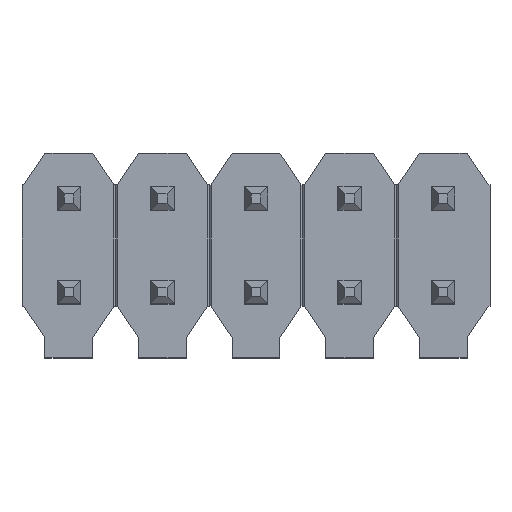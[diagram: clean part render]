
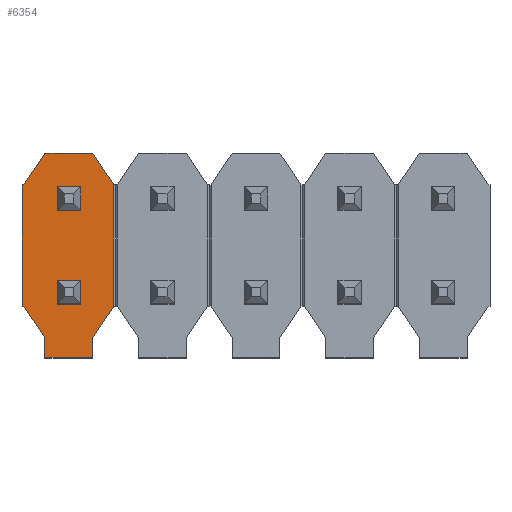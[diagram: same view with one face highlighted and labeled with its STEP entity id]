
A CAD part, top view. The second image highlights one B-rep face of the part: STEP entity #6354.
In plain terms, the highlighted planar face has unit normal (0, 0, 1).
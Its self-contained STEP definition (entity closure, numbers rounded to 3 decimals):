
#71=FACE_BOUND('',#914,.T.);
#72=FACE_BOUND('',#915,.T.);
#544=FACE_OUTER_BOUND('',#913,.T.);
#913=EDGE_LOOP('',(#5543,#5544,#5545,#5546,#5547,#5548,#5549,#5550,#5551,
#5552,#5553,#5554));
#914=EDGE_LOOP('',(#5555,#5556,#5557,#5558));
#915=EDGE_LOOP('',(#5559,#5560,#5561,#5562));
#961=LINE('',#8623,#1738);
#973=LINE('',#8656,#1750);
#979=LINE('',#8668,#1756);
#982=LINE('',#8673,#1759);
#1009=LINE('',#8737,#1786);
#1021=LINE('',#8770,#1798);
#1027=LINE('',#8782,#1804);
#1030=LINE('',#8787,#1807);
#1479=LINE('',#9841,#2256);
#1487=LINE('',#9856,#2264);
#1489=LINE('',#9861,#2266);
#1690=LINE('',#10307,#2467);
#1695=LINE('',#10320,#2472);
#1698=LINE('',#10324,#2475);
#1699=LINE('',#10326,#2476);
#1700=LINE('',#10328,#2477);
#1701=LINE('',#10330,#2478);
#1702=LINE('',#10332,#2479);
#1703=LINE('',#10334,#2480);
#1704=LINE('',#10335,#2481);
#1738=VECTOR('',#6898,1.);
#1750=VECTOR('',#6922,1.);
#1756=VECTOR('',#6932,1.);
#1759=VECTOR('',#6937,1.);
#1786=VECTOR('',#7006,1.);
#1798=VECTOR('',#7030,1.);
#1804=VECTOR('',#7040,1.);
#1807=VECTOR('',#7045,1.);
#2256=VECTOR('',#8036,1.);
#2264=VECTOR('',#8048,1.);
#2266=VECTOR('',#8052,1.);
#2467=VECTOR('',#8447,1.);
#2472=VECTOR('',#8456,1.);
#2475=VECTOR('',#8461,1.);
#2476=VECTOR('',#8462,1.);
#2477=VECTOR('',#8463,1.);
#2478=VECTOR('',#8464,1.);
#2479=VECTOR('',#8465,1.);
#2480=VECTOR('',#8466,1.);
#2481=VECTOR('',#8467,1.);
#2515=VERTEX_POINT('',#8621);
#2516=VERTEX_POINT('',#8622);
#2531=VERTEX_POINT('',#8655);
#2535=VERTEX_POINT('',#8667);
#2551=VERTEX_POINT('',#8735);
#2552=VERTEX_POINT('',#8736);
#2567=VERTEX_POINT('',#8769);
#2571=VERTEX_POINT('',#8781);
#2897=VERTEX_POINT('',#9816);
#2906=VERTEX_POINT('',#9840);
#2911=VERTEX_POINT('',#9853);
#2913=VERTEX_POINT('',#9860);
#3061=VERTEX_POINT('',#10305);
#3066=VERTEX_POINT('',#10318);
#3067=VERTEX_POINT('',#10319);
#3068=VERTEX_POINT('',#10325);
#3069=VERTEX_POINT('',#10327);
#3070=VERTEX_POINT('',#10329);
#3071=VERTEX_POINT('',#10331);
#3072=VERTEX_POINT('',#10333);
#3081=EDGE_CURVE('',#2515,#2516,#961,.T.);
#3097=EDGE_CURVE('',#2531,#2515,#973,.T.);
#3103=EDGE_CURVE('',#2516,#2535,#979,.T.);
#3106=EDGE_CURVE('',#2535,#2531,#982,.T.);
#3137=EDGE_CURVE('',#2551,#2552,#1009,.T.);
#3153=EDGE_CURVE('',#2567,#2551,#1021,.T.);
#3159=EDGE_CURVE('',#2552,#2571,#1027,.T.);
#3162=EDGE_CURVE('',#2571,#2567,#1030,.T.);
#3679=EDGE_CURVE('',#2897,#2906,#1479,.T.);
#3687=EDGE_CURVE('',#2911,#2906,#1487,.T.);
#3689=EDGE_CURVE('',#2913,#2911,#1489,.T.);
#3914=EDGE_CURVE('',#3061,#2897,#1690,.T.);
#3919=EDGE_CURVE('',#3066,#3067,#1695,.T.);
#3922=EDGE_CURVE('',#3066,#3061,#1698,.T.);
#3923=EDGE_CURVE('',#3068,#3067,#1699,.T.);
#3924=EDGE_CURVE('',#3069,#3068,#1700,.T.);
#3925=EDGE_CURVE('',#3069,#3070,#1701,.T.);
#3926=EDGE_CURVE('',#3071,#3070,#1702,.T.);
#3927=EDGE_CURVE('',#3072,#3071,#1703,.T.);
#3928=EDGE_CURVE('',#2913,#3072,#1704,.T.);
#5543=ORIENTED_EDGE('',*,*,#3922,.F.);
#5544=ORIENTED_EDGE('',*,*,#3919,.T.);
#5545=ORIENTED_EDGE('',*,*,#3923,.F.);
#5546=ORIENTED_EDGE('',*,*,#3924,.F.);
#5547=ORIENTED_EDGE('',*,*,#3925,.T.);
#5548=ORIENTED_EDGE('',*,*,#3926,.F.);
#5549=ORIENTED_EDGE('',*,*,#3927,.F.);
#5550=ORIENTED_EDGE('',*,*,#3928,.F.);
#5551=ORIENTED_EDGE('',*,*,#3689,.T.);
#5552=ORIENTED_EDGE('',*,*,#3687,.T.);
#5553=ORIENTED_EDGE('',*,*,#3679,.F.);
#5554=ORIENTED_EDGE('',*,*,#3914,.F.);
#5555=ORIENTED_EDGE('',*,*,#3097,.F.);
#5556=ORIENTED_EDGE('',*,*,#3106,.F.);
#5557=ORIENTED_EDGE('',*,*,#3103,.F.);
#5558=ORIENTED_EDGE('',*,*,#3081,.F.);
#5559=ORIENTED_EDGE('',*,*,#3153,.F.);
#5560=ORIENTED_EDGE('',*,*,#3162,.F.);
#5561=ORIENTED_EDGE('',*,*,#3159,.F.);
#5562=ORIENTED_EDGE('',*,*,#3137,.F.);
#6019=PLANE('',#6834);
#6354=ADVANCED_FACE('',(#544,#71,#72),#6019,.T.);
#6834=AXIS2_PLACEMENT_3D('',#10323,#8459,#8460);
#6898=DIRECTION('',(0.,-1.,0.));
#6922=DIRECTION('',(-1.,0.,0.));
#6932=DIRECTION('',(1.,0.,0.));
#6937=DIRECTION('',(0.,1.,0.));
#7006=DIRECTION('',(0.,-1.,0.));
#7030=DIRECTION('',(-1.,0.,0.));
#7040=DIRECTION('',(1.,0.,0.));
#7045=DIRECTION('',(0.,1.,0.));
#8036=DIRECTION('',(-0.557,-0.831,0.));
#8048=DIRECTION('',(0.,1.,0.));
#8052=DIRECTION('',(1.,0.,0.));
#8447=DIRECTION('',(0.,-1.,0.));
#8456=DIRECTION('',(-1.,0.,0.));
#8459=DIRECTION('center_axis',(0.,0.,1.));
#8460=DIRECTION('ref_axis',(-1.,0.,0.));
#8461=DIRECTION('',(0.557,-0.831,0.));
#8462=DIRECTION('',(0.557,0.831,0.));
#8463=DIRECTION('',(1.,0.,0.));
#8464=DIRECTION('',(0.,-1.,0.));
#8465=DIRECTION('',(-1.,0.,0.));
#8466=DIRECTION('',(-0.557,0.831,0.));
#8467=DIRECTION('',(0.,1.,0.));
#8621=CARTESIAN_POINT('',(-19.077,3.396,3.66));
#8622=CARTESIAN_POINT('',(-19.077,2.761,3.66));
#8623=CARTESIAN_POINT('',(-19.077,3.396,3.66));
#8655=CARTESIAN_POINT('',(-18.442,3.396,3.66));
#8656=CARTESIAN_POINT('',(-18.442,3.396,3.66));
#8667=CARTESIAN_POINT('',(-18.442,2.761,3.66));
#8668=CARTESIAN_POINT('',(-19.077,2.761,3.66));
#8673=CARTESIAN_POINT('',(-18.442,2.761,3.66));
#8735=CARTESIAN_POINT('',(-19.077,0.856,3.66));
#8736=CARTESIAN_POINT('',(-19.077,0.221,3.66));
#8737=CARTESIAN_POINT('',(-19.077,0.856,3.66));
#8769=CARTESIAN_POINT('',(-18.442,0.856,3.66));
#8770=CARTESIAN_POINT('',(-18.442,0.856,3.66));
#8781=CARTESIAN_POINT('',(-18.442,0.221,3.66));
#8782=CARTESIAN_POINT('',(-19.077,0.221,3.66));
#8787=CARTESIAN_POINT('',(-18.442,0.221,3.66));
#9816=CARTESIAN_POINT('',(-17.539,0.158,3.66));
#9840=CARTESIAN_POINT('',(-18.109,-0.692,3.66));
#9841=CARTESIAN_POINT('',(-17.539,0.158,3.66));
#9853=CARTESIAN_POINT('',(-18.109,-1.242,3.66));
#9856=CARTESIAN_POINT('',(-18.109,-1.242,3.66));
#9860=CARTESIAN_POINT('',(-19.409,-1.242,3.66));
#9861=CARTESIAN_POINT('',(-19.409,-1.242,3.66));
#10305=CARTESIAN_POINT('',(-17.539,3.458,3.66));
#10307=CARTESIAN_POINT('',(-17.539,3.458,3.66));
#10318=CARTESIAN_POINT('',(-18.109,4.308,3.66));
#10319=CARTESIAN_POINT('',(-19.409,4.308,3.66));
#10320=CARTESIAN_POINT('',(-18.109,4.308,3.66));
#10323=CARTESIAN_POINT('Origin',(-13.679,1.808,3.66));
#10324=CARTESIAN_POINT('',(-18.109,4.308,3.66));
#10325=CARTESIAN_POINT('',(-19.979,3.458,3.66));
#10326=CARTESIAN_POINT('',(-19.979,3.458,3.66));
#10327=CARTESIAN_POINT('',(-20.029,3.458,3.66));
#10328=CARTESIAN_POINT('',(-20.029,3.458,3.66));
#10329=CARTESIAN_POINT('',(-20.029,0.158,3.66));
#10330=CARTESIAN_POINT('',(-20.029,3.458,3.66));
#10331=CARTESIAN_POINT('',(-19.979,0.158,3.66));
#10332=CARTESIAN_POINT('',(-19.979,0.158,3.66));
#10333=CARTESIAN_POINT('',(-19.409,-0.692,3.66));
#10334=CARTESIAN_POINT('',(-19.409,-0.692,3.66));
#10335=CARTESIAN_POINT('',(-19.409,-1.242,3.66));
